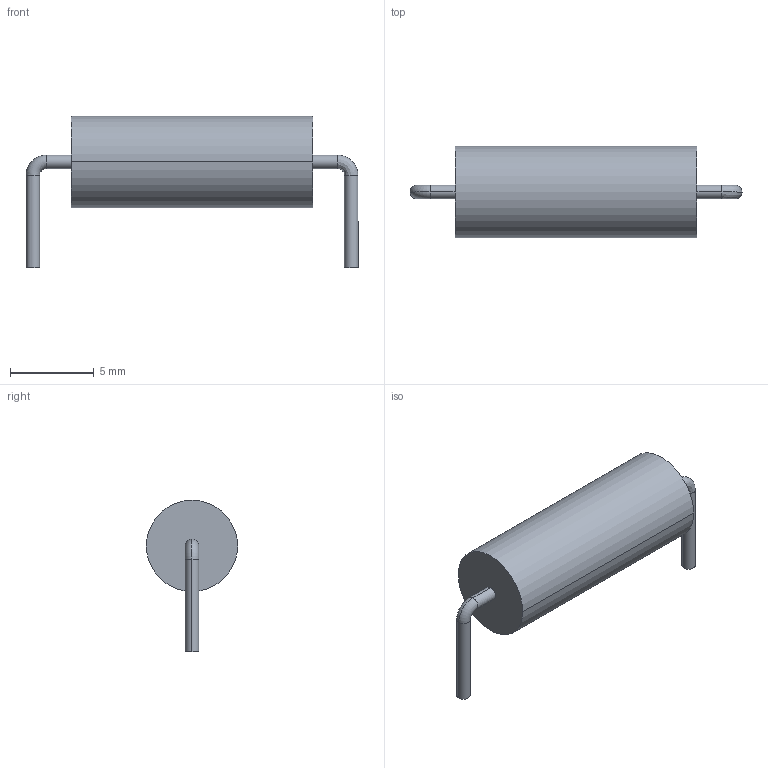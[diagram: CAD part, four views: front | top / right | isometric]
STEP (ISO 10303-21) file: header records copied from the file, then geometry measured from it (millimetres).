
FILE_DESCRIPTION((''),'2;1');
FILE_NAME('RES1905-1447X546.stp','2010-01-27T15:32:39',(''),(''),'Mechanical Desktop 2010','Mechanical Desktop 2010',', , ');
FILE_SCHEMA(('AUTOMOTIVE_DESIGN { 1 2 10303 214 1 1 1 1 }'));
Length unit declared in the file: millimetre
Products named in the file (1): Product
Bounding box: 19.86 x 5.46 x 9.06 mm (x, y, z)
Volume: 347.4 mm3; surface area: 339.4 mm2
Topology: 3 solids, 3 shells, 20 faces, 36 edges, 22 vertices
Faces by surface type: bspline 8, cylinder 6, plane 4, torus 2
Entity records: 680 total; most frequent: CARTESIAN_POINT 241, DIRECTION 88, ORIENTED_EDGE 72, AXIS2_PLACEMENT_3D 39, EDGE_CURVE 36, CIRCLE 26, VERTEX_POINT 22, EDGE_LOOP 20
